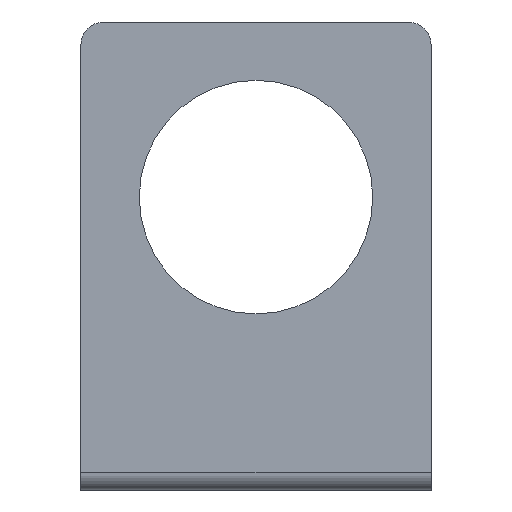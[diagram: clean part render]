
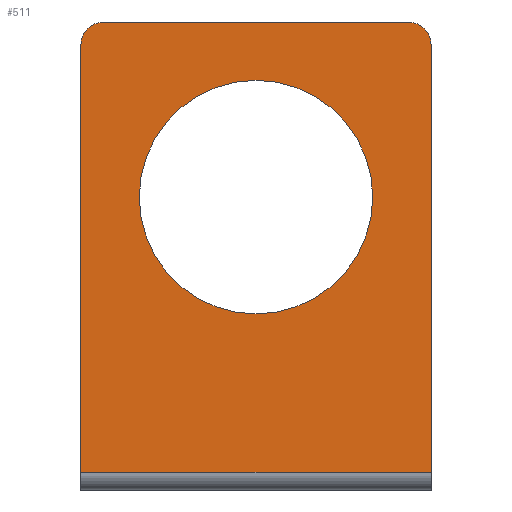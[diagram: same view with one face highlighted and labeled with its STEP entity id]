
A CAD part, front view. The second image highlights one B-rep face of the part: STEP entity #511.
In plain terms, the highlighted planar face has unit normal (0, -1, 0).
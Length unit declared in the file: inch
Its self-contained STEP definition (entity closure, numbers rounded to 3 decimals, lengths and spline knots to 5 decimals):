
#129=DIRECTION('',(0.,0.,1.));
#130=VECTOR('',#129,2.195);
#131=CARTESIAN_POINT('',(0.9,-0.105,0.09));
#132=LINE('',#131,#130);
#142=DIRECTION('',(1.,0.,0.));
#143=VECTOR('',#142,1.8);
#144=CARTESIAN_POINT('',(-0.9,-0.105,0.09));
#145=LINE('',#144,#143);
#151=DIRECTION('',(0.,0.,1.));
#152=VECTOR('',#151,2.195);
#153=CARTESIAN_POINT('',(-0.9,-0.105,0.09));
#154=LINE('',#153,#152);
#155=CARTESIAN_POINT('',(0.,-0.105,1.505));
#156=DIRECTION('',(0.,1.,0.));
#157=DIRECTION('',(1.,0.,0.));
#158=AXIS2_PLACEMENT_3D('',#155,#156,#157);
#160=CARTESIAN_POINT('',(0.,-0.105,1.505));
#161=DIRECTION('',(0.,1.,0.));
#162=DIRECTION('',(-1.,0.,0.));
#163=AXIS2_PLACEMENT_3D('',#160,#161,#162);
#169=CARTESIAN_POINT('',(-0.78,-0.105,2.285));
#170=DIRECTION('',(0.,-1.,0.));
#171=DIRECTION('',(0.,0.,1.));
#172=AXIS2_PLACEMENT_3D('',#169,#170,#171);
#187=DIRECTION('',(1.,0.,0.));
#188=VECTOR('',#187,1.56);
#189=CARTESIAN_POINT('',(-0.78,-0.105,2.405));
#190=LINE('',#189,#188);
#218=CARTESIAN_POINT('',(0.78,-0.105,2.285));
#219=DIRECTION('',(0.,1.,0.));
#220=DIRECTION('',(0.,0.,1.));
#221=AXIS2_PLACEMENT_3D('',#218,#219,#220);
#291=CARTESIAN_POINT('',(0.6,-0.105,1.505));
#292=CARTESIAN_POINT('',(-0.6,-0.105,1.505));
#293=VERTEX_POINT('',#291);
#294=VERTEX_POINT('',#292);
#299=CARTESIAN_POINT('',(0.78,-0.105,2.405));
#301=VERTEX_POINT('',#299);
#303=CARTESIAN_POINT('',(0.9,-0.105,2.285));
#305=VERTEX_POINT('',#303);
#308=CARTESIAN_POINT('',(-0.78,-0.105,2.405));
#310=VERTEX_POINT('',#308);
#312=CARTESIAN_POINT('',(-0.9,-0.105,2.285));
#314=VERTEX_POINT('',#312);
#327=CARTESIAN_POINT('',(-0.9,-0.105,0.09));
#328=CARTESIAN_POINT('',(0.9,-0.105,0.09));
#329=VERTEX_POINT('',#327);
#330=VERTEX_POINT('',#328);
#489=CARTESIAN_POINT('',(-0.9,-0.105,0.));
#490=DIRECTION('',(0.,-1.,0.));
#491=DIRECTION('',(1.,0.,0.));
#492=AXIS2_PLACEMENT_3D('',#489,#490,#491);
#493=PLANE('',#492);
#494=ORIENTED_EDGE('',*,*,#483,.F.);
#495=ORIENTED_EDGE('',*,*,#396,.T.);
#497=ORIENTED_EDGE('',*,*,#496,.F.);
#499=ORIENTED_EDGE('',*,*,#498,.T.);
#501=ORIENTED_EDGE('',*,*,#500,.T.);
#502=ORIENTED_EDGE('',*,*,#463,.F.);
#503=EDGE_LOOP('',(#494,#495,#497,#499,#501,#502));
#504=FACE_OUTER_BOUND('',#503,.F.);
#506=ORIENTED_EDGE('',*,*,#505,.F.);
#508=ORIENTED_EDGE('',*,*,#507,.F.);
#509=EDGE_LOOP('',(#506,#508));
#510=FACE_BOUND('',#509,.F.);
#511=ADVANCED_FACE('',(#504,#510),#493,.T.);
#159=CIRCLE('',#158,0.6);
#164=CIRCLE('',#163,0.6);
#173=CIRCLE('',#172,0.12);
#222=CIRCLE('',#221,0.12);
#396=EDGE_CURVE('',#329,#314,#154,.T.);
#463=EDGE_CURVE('',#330,#305,#132,.T.);
#483=EDGE_CURVE('',#329,#330,#145,.T.);
#496=EDGE_CURVE('',#310,#314,#173,.T.);
#498=EDGE_CURVE('',#310,#301,#190,.T.);
#500=EDGE_CURVE('',#301,#305,#222,.T.);
#505=EDGE_CURVE('',#293,#294,#159,.T.);
#507=EDGE_CURVE('',#294,#293,#164,.T.);
